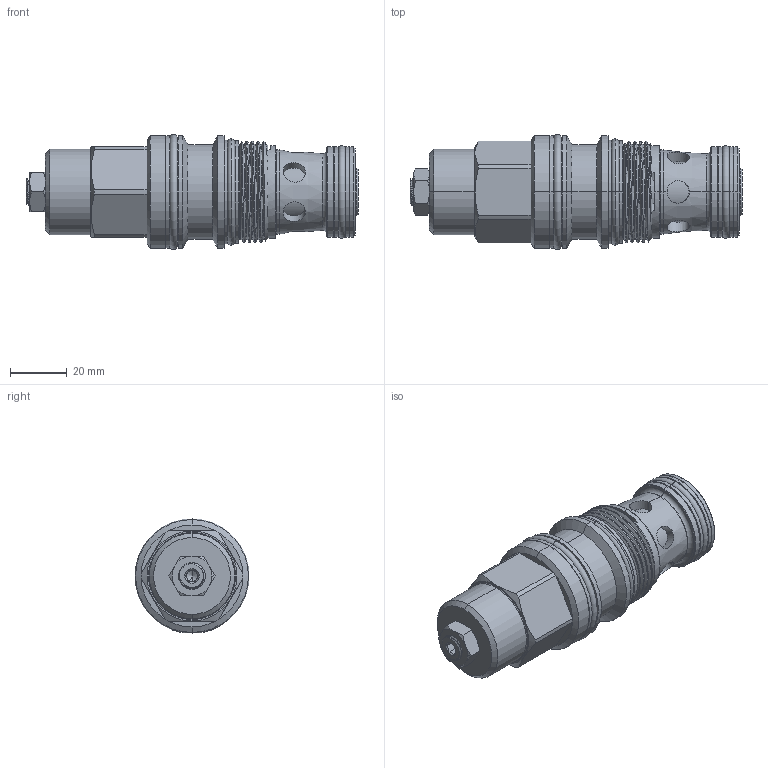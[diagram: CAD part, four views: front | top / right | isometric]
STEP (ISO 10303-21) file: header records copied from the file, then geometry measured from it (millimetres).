
FILE_DESCRIPTION (( 'STEP AP214' ), '1' );
FILE_NAME ('CB17A23-L.STEP', '2016-04-14T06:10:51', ( '' ), ( '' ), 'SwSTEP 2.0', 'SolidWorks 2012', '' );
FILE_SCHEMA (( 'AUTOMOTIVE_DESIGN' ));
Length unit declared in the file: millimetre
Products named in the file (1): CB17A23-L
Bounding box: 116.67 x 40.39 x 40.39 mm (x, y, z)
Volume: 93423.3 mm3; surface area: 21657.8 mm2
Topology: 3 solids, 4 shells, 246 faces, 559 edges, 341 vertices
Faces by surface type: cylinder 106, plane 57, cone 55, torus 22, bspline 6
Entity records: 9836 total; most frequent: CARTESIAN_POINT 4358, DIRECTION 1167, ORIENTED_EDGE 1114, EDGE_CURVE 557, AXIS2_PLACEMENT_3D 497, VERTEX_POINT 341, EDGE_LOOP 274, CIRCLE 256
